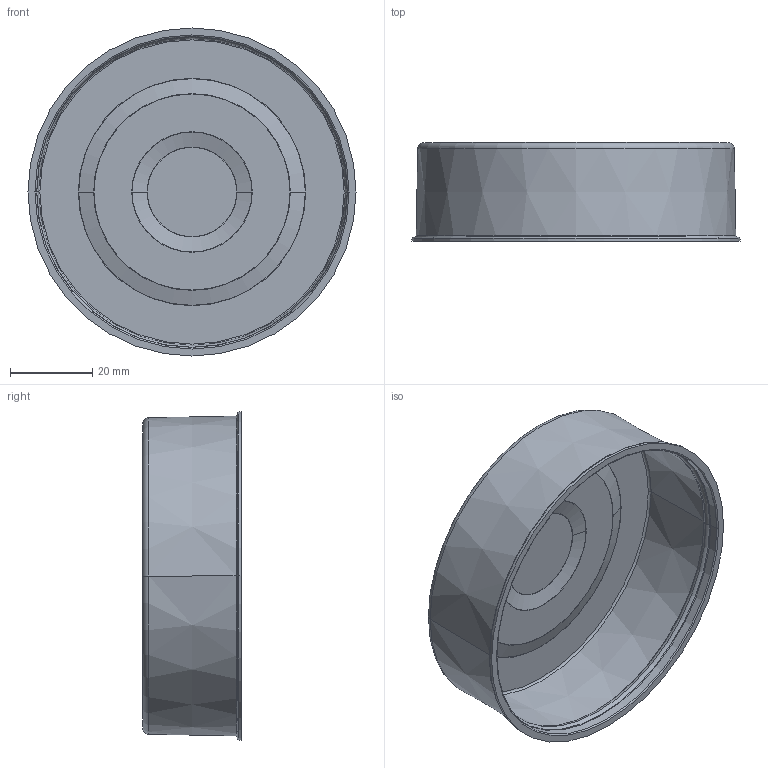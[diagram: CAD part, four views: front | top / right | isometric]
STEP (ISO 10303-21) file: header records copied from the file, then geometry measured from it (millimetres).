
FILE_DESCRIPTION (( 'STEP AP203' ), '1' );
FILE_NAME ('烂扰 060.01.001 青汶篪赅 75.STEP', '2024-09-13T06:31:06', ( '' ), ( '' ), 'SwSTEP 2.0', 'SolidWorks 2022', '' );
FILE_SCHEMA (( 'CONFIG_CONTROL_DESIGN' ));
Length unit declared in the file: millimetre
Products named in the file (1): АГИЕ 060.01.001 Заглушка 75
Bounding box: 79.8 x 24 x 79.8 mm (x, y, z)
Volume: 10528 mm3; surface area: 20971.2 mm2
Topology: 1 solids, 1 shells, 183 faces, 450 edges, 288 vertices
Faces by surface type: plane 101, torus 34, bspline 28, cone 16, cylinder 4
Entity records: 6659 total; most frequent: CARTESIAN_POINT 2358, ORIENTED_EDGE 900, DIRECTION 812, EDGE_CURVE 450, VECTOR 288, VERTEX_POINT 288, LINE 288, AXIS2_PLACEMENT_3D 262
